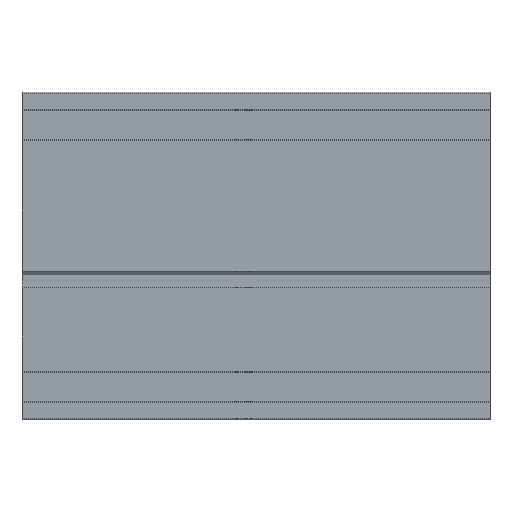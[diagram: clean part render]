
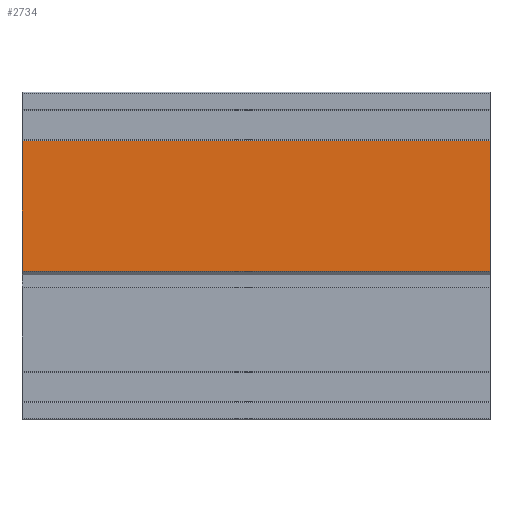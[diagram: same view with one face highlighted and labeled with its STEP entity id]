
A CAD part, front view. The second image highlights one B-rep face of the part: STEP entity #2734.
In plain terms, the highlighted planar face has unit normal (0, -1, 0).
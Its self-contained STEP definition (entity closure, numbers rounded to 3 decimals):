
#21 = AXIS2_PLACEMENT_3D ( 'NONE', #2499, #1177, #1959 ) ;
#60 = VECTOR ( 'NONE', #917, 1000. ) ;
#159 = CARTESIAN_POINT ( 'NONE',  ( -50., -14.5, 15.65 ) ) ;
#177 = VERTEX_POINT ( 'NONE', #2131 ) ;
#402 = LINE ( 'NONE', #2927, #1471 ) ;
#467 = CARTESIAN_POINT ( 'NONE',  ( -50., -14.5, 15.65 ) ) ;
#525 = CARTESIAN_POINT ( 'NONE',  ( -50., -14.5, -12.275 ) ) ;
#528 = LINE ( 'NONE', #2279, #60 ) ;
#530 = VECTOR ( 'NONE', #1768, 1000. ) ;
#729 = ORIENTED_EDGE ( 'NONE', *, *, #2246, .F. ) ;
#916 = EDGE_CURVE ( 'NONE', #1065, #2892, #1877, .T. ) ;
#917 = DIRECTION ( 'NONE',  ( 0., 0., -1. ) ) ;
#984 = CARTESIAN_POINT ( 'NONE',  ( 50., -14.5, 15.65 ) ) ;
#1065 = VERTEX_POINT ( 'NONE', #159 ) ;
#1177 = DIRECTION ( 'NONE',  ( 0., 1., 0. ) ) ;
#1471 = VECTOR ( 'NONE', #1600, 1000. ) ;
#1600 = DIRECTION ( 'NONE',  ( -1., 0., 0. ) ) ;
#1654 = VERTEX_POINT ( 'NONE', #2683 ) ;
#1768 = DIRECTION ( 'NONE',  ( -1., 0., 0. ) ) ;
#1877 = LINE ( 'NONE', #467, #2916 ) ;
#1959 = DIRECTION ( 'NONE',  ( 1., 0., 0. ) ) ;
#2021 = ORIENTED_EDGE ( 'NONE', *, *, #2699, .F. ) ;
#2125 = DIRECTION ( 'NONE',  ( 0., 0., -1. ) ) ;
#2131 = CARTESIAN_POINT ( 'NONE',  ( 50., -14.5, 15.65 ) ) ;
#2246 = EDGE_CURVE ( 'NONE', #1654, #2892, #402, .T. ) ;
#2247 = LINE ( 'NONE', #984, #530 ) ;
#2279 = CARTESIAN_POINT ( 'NONE',  ( 50., -14.5, 15.65 ) ) ;
#2489 = EDGE_CURVE ( 'NONE', #177, #1065, #2247, .T. ) ;
#2499 = CARTESIAN_POINT ( 'NONE',  ( 50., -14.5, 15.65 ) ) ;
#2571 = FACE_OUTER_BOUND ( 'NONE', #3385, .T. ) ;
#2681 = ORIENTED_EDGE ( 'NONE', *, *, #2489, .T. ) ;
#2683 = CARTESIAN_POINT ( 'NONE',  ( 50., -14.5, -12.275 ) ) ;
#2699 = EDGE_CURVE ( 'NONE', #177, #1654, #528, .T. ) ;
#2734 = ADVANCED_FACE ( 'NONE', ( #2571 ), #3281, .F. ) ;
#2892 = VERTEX_POINT ( 'NONE', #525 ) ;
#2916 = VECTOR ( 'NONE', #2125, 1000. ) ;
#2927 = CARTESIAN_POINT ( 'NONE',  ( 50., -14.5, -12.275 ) ) ;
#2970 = ORIENTED_EDGE ( 'NONE', *, *, #916, .T. ) ;
#3281 = PLANE ( 'NONE',  #21 ) ;
#3385 = EDGE_LOOP ( 'NONE', ( #2970, #729, #2021, #2681 ) ) ;
